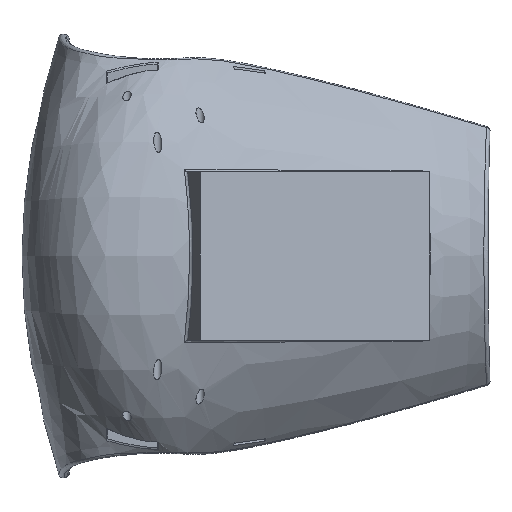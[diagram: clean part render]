
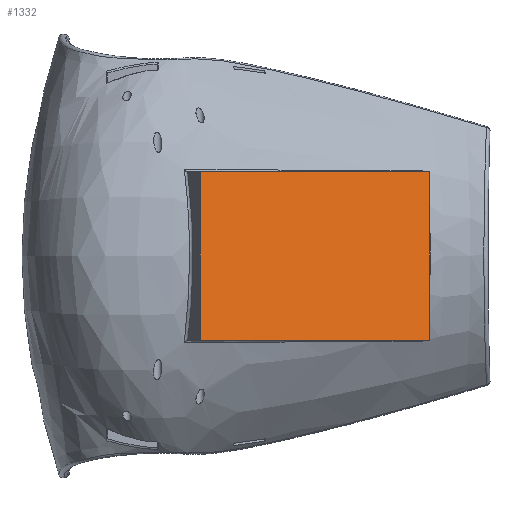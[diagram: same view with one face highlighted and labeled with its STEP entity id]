
A CAD part, front view. The second image highlights one B-rep face of the part: STEP entity #1332.
In plain terms, the highlighted planar face has unit normal (0.423, -0.906, 0).
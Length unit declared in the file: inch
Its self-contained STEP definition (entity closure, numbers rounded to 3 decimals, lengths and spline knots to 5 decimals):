
#70=PLANE('',#1404);
#177=FACE_OUTER_BOUND('',#265,.T.);
#265=EDGE_LOOP('',(#1224,#1225,#1226,#1227));
#296=LINE('',#26190,#326);
#297=LINE('',#26192,#327);
#298=LINE('',#26194,#328);
#299=LINE('',#26195,#329);
#326=VECTOR('',#1533,39.37008);
#327=VECTOR('',#1534,39.37008);
#328=VECTOR('',#1535,39.37008);
#329=VECTOR('',#1536,39.37008);
#626=VERTEX_POINT('',#26188);
#627=VERTEX_POINT('',#26189);
#628=VERTEX_POINT('',#26191);
#629=VERTEX_POINT('',#26193);
#828=EDGE_CURVE('',#626,#627,#296,.T.);
#829=EDGE_CURVE('',#627,#628,#297,.T.);
#830=EDGE_CURVE('',#628,#629,#298,.T.);
#831=EDGE_CURVE('',#629,#626,#299,.T.);
#1224=ORIENTED_EDGE('',*,*,#828,.T.);
#1225=ORIENTED_EDGE('',*,*,#829,.T.);
#1226=ORIENTED_EDGE('',*,*,#830,.T.);
#1227=ORIENTED_EDGE('',*,*,#831,.T.);
#1332=ADVANCED_FACE('',(#177),#70,.T.);
#1404=AXIS2_PLACEMENT_3D('',#26187,#1531,#1532);
#1531=DIRECTION('center_axis',(0.423,-0.906,0.));
#1532=DIRECTION('ref_axis',(0.906,0.423,0.));
#1533=DIRECTION('',(0.,0.,1.));
#1534=DIRECTION('',(-0.906,-0.423,0.));
#1535=DIRECTION('',(0.,0.,-1.));
#1536=DIRECTION('',(0.906,0.423,0.));
#26187=CARTESIAN_POINT('Origin',(2.14327,-4.59627,0.));
#26188=CARTESIAN_POINT('',(17.91053,2.75612,-4.));
#26189=CARTESIAN_POINT('',(17.91053,2.75612,4.));
#26190=CARTESIAN_POINT('',(17.91053,2.75612,-4.));
#26191=CARTESIAN_POINT('',(7.03483,-2.3153,4.));
#26192=CARTESIAN_POINT('',(17.91053,2.75612,4.));
#26193=CARTESIAN_POINT('',(7.03483,-2.3153,-4.));
#26194=CARTESIAN_POINT('',(7.03483,-2.3153,-4.));
#26195=CARTESIAN_POINT('',(17.91053,2.75612,-4.));
